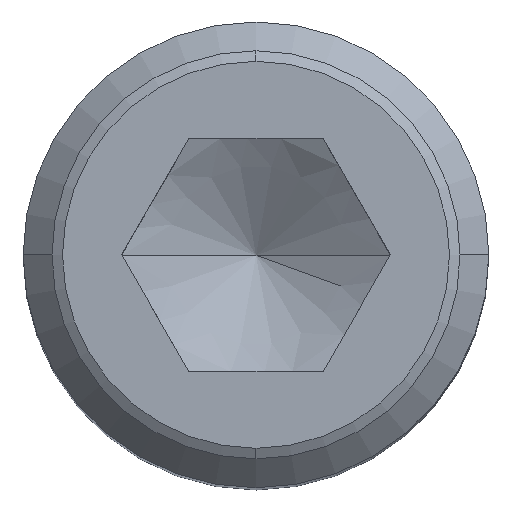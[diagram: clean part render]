
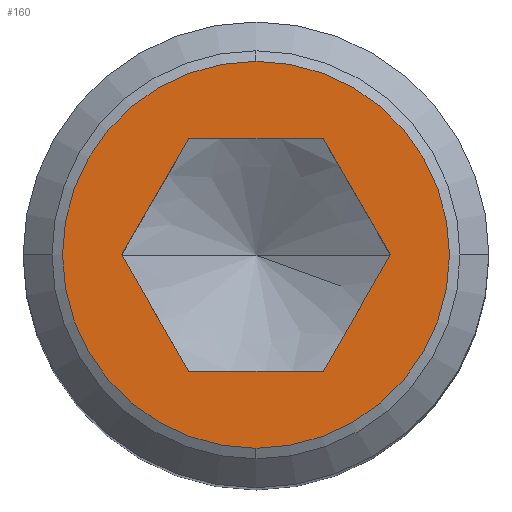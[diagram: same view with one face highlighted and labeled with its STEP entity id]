
A CAD part, top view. The second image highlights one B-rep face of the part: STEP entity #160.
In plain terms, the highlighted planar face has unit normal (0, 0, 1).
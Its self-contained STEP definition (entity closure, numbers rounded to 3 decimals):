
#132=VERTEX_POINT('',#349);
#160=ADVANCED_FACE('',(#383,#384),#385,.T.);
#162=EDGE_CURVE('',#278,#202,#387,.T.);
#164=EDGE_CURVE('',#200,#322,#389,.T.);
#180=EDGE_CURVE('',#202,#240,#406,.T.);
#200=VERTEX_POINT('',#429);
#202=VERTEX_POINT('',#431);
#230=EDGE_CURVE('',#240,#132,#463,.T.);
#240=VERTEX_POINT('',#475);
#264=EDGE_CURVE('',#300,#278,#501,.T.);
#278=VERTEX_POINT('',#516);
#286=EDGE_CURVE('',#322,#200,#525,.T.);
#290=EDGE_CURVE('',#328,#300,#529,.T.);
#300=VERTEX_POINT('',#540);
#318=EDGE_CURVE('',#132,#328,#558,.T.);
#322=VERTEX_POINT('',#562);
#328=VERTEX_POINT('',#568);
#349=CARTESIAN_POINT('',(2.309,0.0,0.));
#383=FACE_BOUND('',#629,.T.);
#384=FACE_OUTER_BOUND('',#630,.T.);
#385=PLANE('',#631);
#387=LINE('',#634,#635);
#389=CIRCLE('',#638,3.323);
#406=LINE('',#677,#678);
#429=CARTESIAN_POINT('',(0.,-3.323,0.));
#431=CARTESIAN_POINT('',(-1.155,2.0,0.));
#463=LINE('',#756,#757);
#475=CARTESIAN_POINT('',(1.155,2.0,0.));
#501=LINE('',#813,#814);
#516=CARTESIAN_POINT('',(-2.309,0.0,0.));
#525=CIRCLE('',#855,3.323);
#529=LINE('',#861,#862);
#540=CARTESIAN_POINT('',(-1.155,-2.0,0.));
#558=LINE('',#909,#910);
#562=CARTESIAN_POINT('',(0.,3.323,0.));
#568=CARTESIAN_POINT('',(1.155,-2.0,0.));
#629=EDGE_LOOP('',(#982,#983,#984,#985,#986,#987));
#630=EDGE_LOOP('',(#988,#989));
#631=AXIS2_PLACEMENT_3D('',#990,#991,#992);
#634=CARTESIAN_POINT('',(-1.443,1.5,0.));
#635=VECTOR('',#993,1.0);
#638=AXIS2_PLACEMENT_3D('',#994,#995,#996);
#677=CARTESIAN_POINT('',(0.577,2.0,0.));
#678=VECTOR('',#1012,1.0);
#756=CARTESIAN_POINT('',(2.021,0.5,0.));
#757=VECTOR('',#1086,1.0);
#813=CARTESIAN_POINT('',(-2.021,-0.5,0.));
#814=VECTOR('',#1127,1.0);
#855=AXIS2_PLACEMENT_3D('',#1150,#1151,#1152);
#861=CARTESIAN_POINT('',(-0.577,-2.0,0.));
#862=VECTOR('',#1156,1.0);
#909=CARTESIAN_POINT('',(1.443,-1.5,0.));
#910=VECTOR('',#1176,1.0);
#982=ORIENTED_EDGE('',*,*,#264,.T.);
#983=ORIENTED_EDGE('',*,*,#162,.T.);
#984=ORIENTED_EDGE('',*,*,#180,.T.);
#985=ORIENTED_EDGE('',*,*,#230,.T.);
#986=ORIENTED_EDGE('',*,*,#318,.T.);
#987=ORIENTED_EDGE('',*,*,#290,.T.);
#988=ORIENTED_EDGE('',*,*,#286,.T.);
#989=ORIENTED_EDGE('',*,*,#164,.T.);
#990=CARTESIAN_POINT('',(-2.855,0.,0.));
#991=DIRECTION('',(0.0,0.0,1.0));
#992=DIRECTION('',(-1.0,0.,0.0));
#993=DIRECTION('',(0.5,0.866,0.));
#994=CARTESIAN_POINT('',(0.,0.,0.));
#995=DIRECTION('',(0.0,0.0,1.0));
#996=DIRECTION('',(0.,1.0,0.0));
#1012=DIRECTION('',(1.0,0.0,0.0));
#1086=DIRECTION('',(0.5,-0.866,0.));
#1127=DIRECTION('',(-0.5,0.866,0.));
#1150=CARTESIAN_POINT('',(0.,0.,0.));
#1151=DIRECTION('',(0.0,0.0,1.0));
#1152=DIRECTION('',(0.,1.0,0.0));
#1156=DIRECTION('',(-1.0,0.0,0.0));
#1176=DIRECTION('',(-0.5,-0.866,0.));
